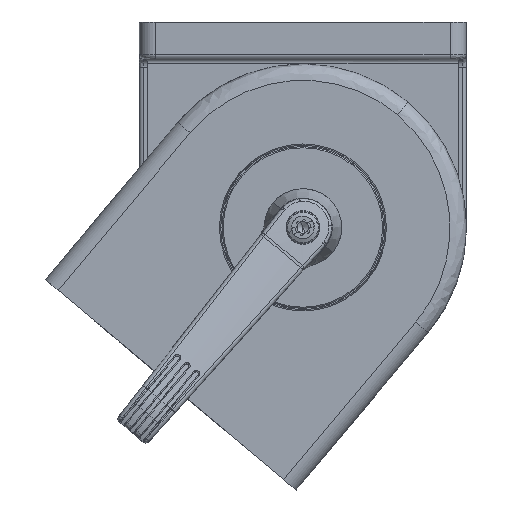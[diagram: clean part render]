
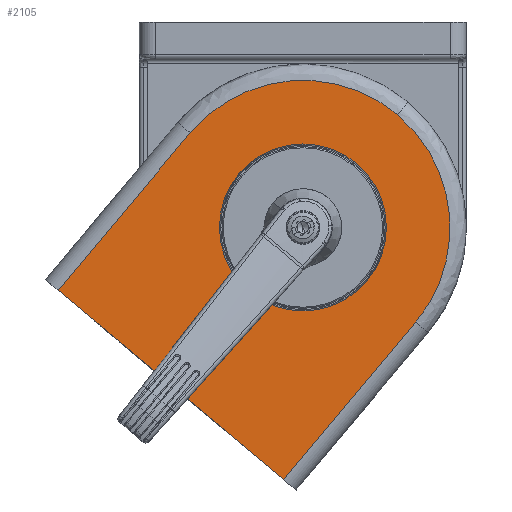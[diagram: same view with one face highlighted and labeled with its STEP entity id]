
A CAD part, front view. The second image highlights one B-rep face of the part: STEP entity #2105.
In plain terms, the highlighted planar face has unit normal (0, -1, 0).
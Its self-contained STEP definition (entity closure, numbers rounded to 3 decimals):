
#2105=ADVANCED_FACE('NONE',(#4789,#4790),#4791,.F.);
#4789=FACE_OUTER_BOUND('',#13049,.T.);
#4790=FACE_BOUND('',#13050,.T.);
#4791=PLANE('',#13051);
#13049=EDGE_LOOP('',(#24002,#24003,#24004,#24005,#24006));
#13050=EDGE_LOOP('',(#24007,#24008));
#13051=AXIS2_PLACEMENT_3D('',#24009,#24010,#24011);
#24002=ORIENTED_EDGE('',*,*,#30266,.F.);
#24003=ORIENTED_EDGE('',*,*,#30268,.F.);
#24004=ORIENTED_EDGE('',*,*,#30284,.F.);
#24005=ORIENTED_EDGE('',*,*,#29962,.F.);
#24006=ORIENTED_EDGE('',*,*,#30279,.F.);
#24007=ORIENTED_EDGE('',*,*,#30350,.F.);
#24008=ORIENTED_EDGE('',*,*,#30054,.F.);
#24009=CARTESIAN_POINT('',(4.134,-19.9,-56.991));
#24010=DIRECTION('',(0.,1.0,0.));
#24011=DIRECTION('',(0.643,0.,0.766));
#29962=EDGE_CURVE('NONE',#34173,#34175,#34176,.T.);
#30054=EDGE_CURVE('NONE',#34334,#34336,#34337,.T.);
#30266=EDGE_CURVE('NONE',#34661,#34659,#34663,.T.);
#30268=EDGE_CURVE('NONE',#34665,#34661,#34666,.T.);
#30279=EDGE_CURVE('NONE',#34659,#34173,#34680,.T.);
#30284=EDGE_CURVE('NONE',#34175,#34665,#34686,.T.);
#30350=EDGE_CURVE('NONE',#34336,#34334,#34774,.T.);
#34173=VERTEX_POINT('NONE',#42521);
#34175=VERTEX_POINT('NONE',#42523);
#34176=(B_SPLINE_CURVE(3,(#42525,#42526,#42527,#42528),.UNSPECIFIED.,.F.,.F.)B_SPLINE_CURVE_WITH_KNOTS((4,4),(0.0,1.0),.UNSPECIFIED.)RATIONAL_B_SPLINE_CURVE((1.0,0.805,0.805,1.0))BOUNDED_CURVE()REPRESENTATION_ITEM('')GEOMETRIC_REPRESENTATION_ITEM()CURVE());
#34334=VERTEX_POINT('NONE',#43064);
#34336=VERTEX_POINT('NONE',#43067);
#34337=CIRCLE('',#43068,20.319);
#34659=VERTEX_POINT('NONE',#43624);
#34661=VERTEX_POINT('NONE',#43626);
#34663=LINE('',#43628,#43629);
#34665=VERTEX_POINT('NONE',#43631);
#34666=LINE('',#43632,#43633);
#34680=(B_SPLINE_CURVE(3,(#43650,#43651,#43652,#43653),.UNSPECIFIED.,.F.,.F.)B_SPLINE_CURVE_WITH_KNOTS((4,4),(0.0,1.0),.UNSPECIFIED.)RATIONAL_B_SPLINE_CURVE((1.0,0.805,0.805,1.0))BOUNDED_CURVE()REPRESENTATION_ITEM('')GEOMETRIC_REPRESENTATION_ITEM()CURVE());
#34686=LINE('',#43666,#43667);
#34774=CIRCLE('',#43870,20.319);
#42521=CARTESIAN_POINT('',(23.012,-19.9,27.424));
#42523=CARTESIAN_POINT('',(27.424,-19.9,-23.012));
#42525=CARTESIAN_POINT('',(23.012,-19.9,27.424));
#42526=CARTESIAN_POINT('',(39.077,-19.9,13.944));
#42527=CARTESIAN_POINT('',(40.904,-19.9,-6.947));
#42528=CARTESIAN_POINT('',(27.424,-19.9,-23.012));
#43064=CARTESIAN_POINT('',(13.061,-19.9,15.565));
#43067=CARTESIAN_POINT('',(-13.061,-19.9,-15.565));
#43068=AXIS2_PLACEMENT_3D('',#52883,#52884,#52885);
#43624=CARTESIAN_POINT('',(-27.424,-19.9,23.012));
#43626=CARTESIAN_POINT('',(-59.564,-19.9,-15.29));
#43628=CARTESIAN_POINT('',(-53.779,-19.9,-8.396));
#43629=VECTOR('',#53118,1000.0);
#43631=CARTESIAN_POINT('',(-4.715,-19.9,-61.314));
#43632=CARTESIAN_POINT('',(-66.994,-19.9,-9.055));
#43633=VECTOR('',#53119,1000.0);
#43650=CARTESIAN_POINT('',(-27.424,-19.9,23.012));
#43651=CARTESIAN_POINT('',(-13.944,-19.9,39.077));
#43652=CARTESIAN_POINT('',(6.947,-19.9,40.904));
#43653=CARTESIAN_POINT('',(23.012,-19.9,27.424));
#43666=CARTESIAN_POINT('',(1.07,-19.9,-54.42));
#43667=VECTOR('',#53144,1000.0);
#43870=AXIS2_PLACEMENT_3D('',#53191,#53192,#53193);
#52883=CARTESIAN_POINT('',(0.,-19.9,0.));
#52884=DIRECTION('',(0.,-1.0,0.));
#52885=DIRECTION('',(-0.643,0.,-0.766));
#53118=DIRECTION('',(0.643,0.,0.766));
#53119=DIRECTION('',(-0.766,0.,0.643));
#53144=DIRECTION('',(-0.643,0.,-0.766));
#53191=CARTESIAN_POINT('',(0.,-19.9,0.));
#53192=DIRECTION('',(0.,-1.0,0.));
#53193=DIRECTION('',(-0.643,0.,-0.766));
